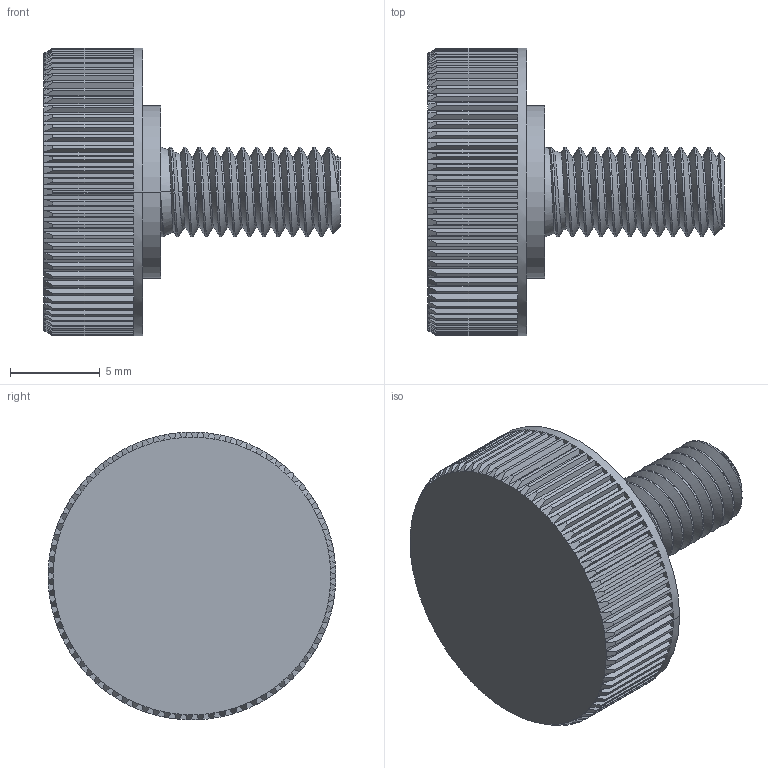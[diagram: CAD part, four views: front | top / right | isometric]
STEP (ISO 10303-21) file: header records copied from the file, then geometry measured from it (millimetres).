
FILE_DESCRIPTION (( 'STEP AP203' ), '1' );
FILE_NAME ('96016A233.STEP', '2019-11-05T21:26:56', ( '' ), ( '' ), 'SwSTEP 2.0', 'SolidWorks 2014', '' );
FILE_SCHEMA (( 'CONFIG_CONTROL_DESIGN' ));
Length unit declared in the file: millimetre
Products named in the file (1): 96016A233
Bounding box: 16.5 x 16 x 16 mm (x, y, z)
Volume: 1130.2 mm3; surface area: 1327.9 mm2
Topology: 1 solids, 1 shells, 469 faces, 1223 edges, 761 vertices
Faces by surface type: plane 245, cylinder 136, cone 86, bspline 2
Entity records: 16073 total; most frequent: CARTESIAN_POINT 4798, ORIENTED_EDGE 2446, DIRECTION 2320, EDGE_CURVE 1223, AXIS2_PLACEMENT_3D 891, VERTEX_POINT 761, VECTOR 538, LINE 538
